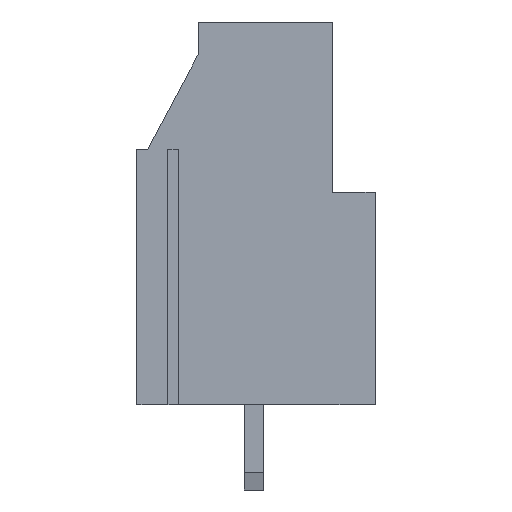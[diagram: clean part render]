
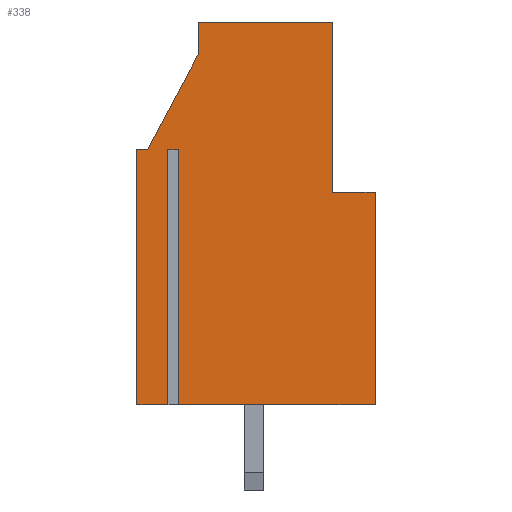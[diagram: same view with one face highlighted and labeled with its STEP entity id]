
A CAD part, front view. The second image highlights one B-rep face of the part: STEP entity #338.
In plain terms, the highlighted planar face has unit normal (0, -1, 0).
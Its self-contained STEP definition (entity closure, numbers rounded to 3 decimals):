
#338 = ADVANCED_FACE( '', ( #741 ), #742, .F. );
#741 = FACE_OUTER_BOUND( '', #1230, .T. );
#742 = PLANE( '', #1231 );
#1230 = EDGE_LOOP( '', ( #2027, #2028, #2029, #2030, #2031, #2032, #2033, #2034, #2035, #2036, #2037, #2038, #2039 ) );
#1231 = AXIS2_PLACEMENT_3D( '', #2040, #2041, #2042 );
#2027 = ORIENTED_EDGE( '', *, *, #3333, .F. );
#2028 = ORIENTED_EDGE( '', *, *, #3314, .F. );
#2029 = ORIENTED_EDGE( '', *, *, #3083, .F. );
#2030 = ORIENTED_EDGE( '', *, *, #3249, .F. );
#2031 = ORIENTED_EDGE( '', *, *, #3212, .F. );
#2032 = ORIENTED_EDGE( '', *, *, #3296, .T. );
#2033 = ORIENTED_EDGE( '', *, *, #3334, .T. );
#2034 = ORIENTED_EDGE( '', *, *, #3335, .T. );
#2035 = ORIENTED_EDGE( '', *, *, #3207, .F. );
#2036 = ORIENTED_EDGE( '', *, *, #3080, .T. );
#2037 = ORIENTED_EDGE( '', *, *, #3336, .T. );
#2038 = ORIENTED_EDGE( '', *, *, #3337, .T. );
#2039 = ORIENTED_EDGE( '', *, *, #3338, .F. );
#2040 = CARTESIAN_POINT( '', ( 12.134, -2.54, 19.8 ) );
#2041 = DIRECTION( '', ( 0., 1., 0. ) );
#2042 = DIRECTION( '', ( 1., 0., 0. ) );
#3080 = EDGE_CURVE( '', #3688, #3686, #3689, .T. );
#3083 = EDGE_CURVE( '', #3692, #3693, #3694, .T. );
#3207 = EDGE_CURVE( '', #3688, #3909, #3910, .T. );
#3212 = EDGE_CURVE( '', #3917, #3918, #3919, .T. );
#3249 = EDGE_CURVE( '', #3918, #3692, #3980, .T. );
#3296 = EDGE_CURVE( '', #3917, #4055, #4057, .T. );
#3314 = EDGE_CURVE( '', #3693, #4082, #4083, .T. );
#3333 = EDGE_CURVE( '', #4082, #4110, #4111, .T. );
#3334 = EDGE_CURVE( '', #4055, #4112, #4113, .T. );
#3335 = EDGE_CURVE( '', #4112, #3909, #4114, .T. );
#3336 = EDGE_CURVE( '', #3686, #4115, #4116, .T. );
#3337 = EDGE_CURVE( '', #4115, #4117, #4118, .T. );
#3338 = EDGE_CURVE( '', #4110, #4117, #4119, .T. );
#3686 = VERTEX_POINT( '', #4577 );
#3688 = VERTEX_POINT( '', #4580 );
#3689 = LINE( '', #4581, #4582 );
#3692 = VERTEX_POINT( '', #4586 );
#3693 = VERTEX_POINT( '', #4587 );
#3694 = LINE( '', #4588, #4589 );
#3909 = VERTEX_POINT( '', #4898 );
#3910 = LINE( '', #4899, #4900 );
#3917 = VERTEX_POINT( '', #4909 );
#3918 = VERTEX_POINT( '', #4910 );
#3919 = LINE( '', #4911, #4912 );
#3980 = LINE( '', #5002, #5003 );
#4055 = VERTEX_POINT( '', #5117 );
#4057 = LINE( '', #5120, #5121 );
#4082 = VERTEX_POINT( '', #5158 );
#4083 = LINE( '', #5159, #5160 );
#4110 = VERTEX_POINT( '', #5199 );
#4111 = LINE( '', #5200, #5201 );
#4112 = VERTEX_POINT( '', #5202 );
#4113 = LINE( '', #5203, #5204 );
#4114 = LINE( '', #5205, #5206 );
#4115 = VERTEX_POINT( '', #5207 );
#4116 = LINE( '', #5208, #5209 );
#4117 = VERTEX_POINT( '', #5210 );
#4118 = LINE( '', #5211, #5212 );
#4119 = LINE( '', #5213, #5214 );
#4577 = CARTESIAN_POINT( '', ( 1.954, -2.54, 0. ) );
#4580 = CARTESIAN_POINT( '', ( 1.954, -2.54, 12. ) );
#4581 = CARTESIAN_POINT( '', ( 1.954, -2.54, -1. ) );
#4582 = VECTOR( '', #5849, 1000. );
#4586 = CARTESIAN_POINT( '', ( 2.9, -2.54, 16.5 ) );
#4587 = CARTESIAN_POINT( '', ( 2.9, -2.54, 18. ) );
#4588 = CARTESIAN_POINT( '', ( 2.9, -2.54, -1. ) );
#4589 = VECTOR( '', #5851, 1000. );
#4898 = CARTESIAN_POINT( '', ( 1.446, -2.54, 12. ) );
#4899 = CARTESIAN_POINT( '', ( 5.35, -2.54, 12. ) );
#4900 = VECTOR( '', #5970, 1000. );
#4909 = CARTESIAN_POINT( '', ( 0., -2.54, 12. ) );
#4910 = CARTESIAN_POINT( '', ( 0.5, -2.54, 12. ) );
#4911 = CARTESIAN_POINT( '', ( 5.35, -2.54, 12. ) );
#4912 = VECTOR( '', #5976, 1000. );
#5002 = CARTESIAN_POINT( '', ( -6.433, -2.54, -1. ) );
#5003 = VECTOR( '', #6006, 1000. );
#5117 = CARTESIAN_POINT( '', ( 0., -2.54, 0. ) );
#5120 = CARTESIAN_POINT( '', ( 0., -2.54, -1. ) );
#5121 = VECTOR( '', #6047, 1000. );
#5158 = CARTESIAN_POINT( '', ( 9.2, -2.54, 18. ) );
#5159 = CARTESIAN_POINT( '', ( 5.35, -2.54, 18. ) );
#5160 = VECTOR( '', #6060, 1000. );
#5199 = CARTESIAN_POINT( '', ( 9.2, -2.54, 10. ) );
#5200 = CARTESIAN_POINT( '', ( 9.2, -2.54, 18. ) );
#5201 = VECTOR( '', #6076, 1000. );
#5202 = CARTESIAN_POINT( '', ( 1.446, -2.54, 0. ) );
#5203 = CARTESIAN_POINT( '', ( 5.35, -2.54, 0. ) );
#5204 = VECTOR( '', #6077, 1000. );
#5205 = CARTESIAN_POINT( '', ( 1.446, -2.54, -1. ) );
#5206 = VECTOR( '', #6078, 1000. );
#5207 = CARTESIAN_POINT( '', ( 11.2, -2.54, 0. ) );
#5208 = CARTESIAN_POINT( '', ( 5.35, -2.54, 0. ) );
#5209 = VECTOR( '', #6079, 1000. );
#5210 = CARTESIAN_POINT( '', ( 11.2, -2.54, 10. ) );
#5211 = CARTESIAN_POINT( '', ( 11.2, -2.54, -1. ) );
#5212 = VECTOR( '', #6080, 1000. );
#5213 = CARTESIAN_POINT( '', ( 9.038, -2.54, 10. ) );
#5214 = VECTOR( '', #6081, 1000. );
#5849 = DIRECTION( '', ( 0., 0., -1. ) );
#5851 = DIRECTION( '', ( 0., 0., 1. ) );
#5970 = DIRECTION( '', ( -1., 0., 0. ) );
#5976 = DIRECTION( '', ( 1., 0., 0. ) );
#6006 = DIRECTION( '', ( 0.471, 0., 0.882 ) );
#6047 = DIRECTION( '', ( 0., 0., -1. ) );
#6060 = DIRECTION( '', ( 1., 0., 0. ) );
#6076 = DIRECTION( '', ( 0., 0., -1. ) );
#6077 = DIRECTION( '', ( 1., 0., 0. ) );
#6078 = DIRECTION( '', ( 0., 0., 1. ) );
#6079 = DIRECTION( '', ( 1., 0., 0. ) );
#6080 = DIRECTION( '', ( 0., 0., 1. ) );
#6081 = DIRECTION( '', ( 1., 0., 0. ) );
